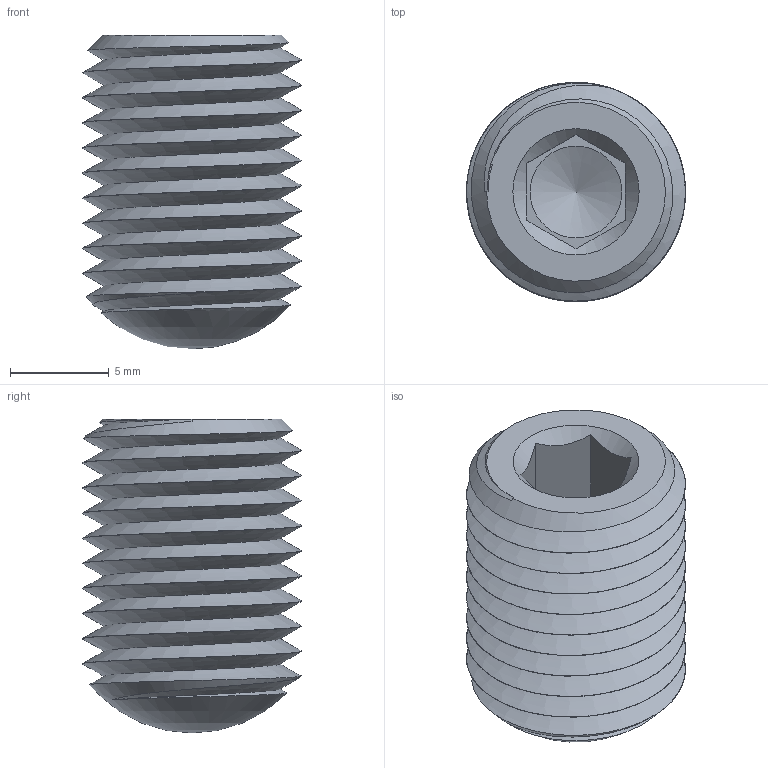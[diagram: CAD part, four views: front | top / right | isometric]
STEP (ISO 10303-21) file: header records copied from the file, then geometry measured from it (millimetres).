
FILE_DESCRIPTION(/* description */ (''),/* implementation_level */ '2;1');
FILE_NAME(/* name */ '11703-M.stp',/* time_stamp */ '2016-09-23T13:27:08-04:00',/* author */ ('cridley'),/* organization */ (''),/* preprocessor_version */ 'ST-DEVELOPER v15.6',/* originating_system */ 'Autodesk Inventor 2015',/* authorisation */ '');
FILE_SCHEMA (('AUTOMOTIVE_DESIGN { 1 0 10303 214 3 1 1 }'));
Length unit declared in the file: inch
Products named in the file (1): 11703-M
Bounding box: 11.08 x 11.08 x 15.88 mm (x, y, z)
Volume: 998.7 mm3; surface area: 1120 mm2
Topology: 1 solids, 1 shells, 16 faces, 41 edges, 27 vertices
Faces by surface type: plane 9, cone 3, bspline 2, sphere 1, cylinder 1
Entity records: 2553 total; most frequent: CARTESIAN_POINT 2210, ORIENTED_EDGE 68, DIRECTION 55, EDGE_CURVE 34, VERTEX_POINT 23, AXIS2_PLACEMENT_3D 20, EDGE_LOOP 19, FACE_OUTER_BOUND 16
